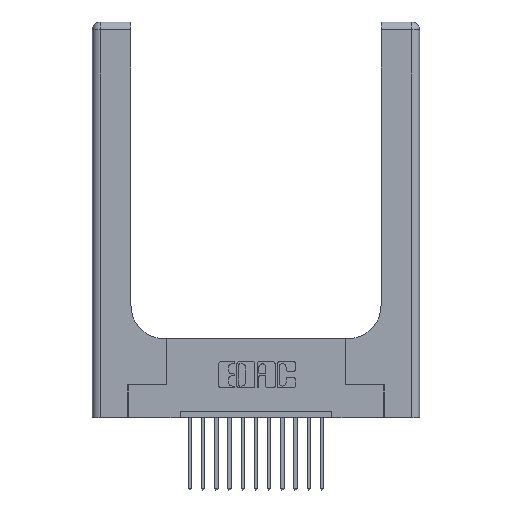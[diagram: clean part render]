
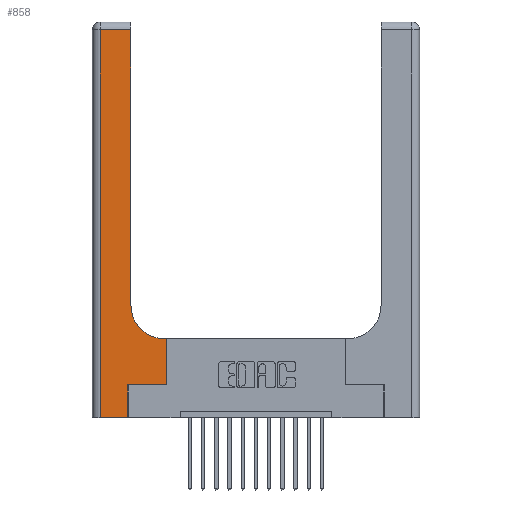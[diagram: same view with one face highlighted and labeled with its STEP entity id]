
A CAD part, top view. The second image highlights one B-rep face of the part: STEP entity #858.
In plain terms, the highlighted planar face has unit normal (0, 0, 1).
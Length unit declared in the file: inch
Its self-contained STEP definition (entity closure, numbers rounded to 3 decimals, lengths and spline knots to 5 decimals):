
#132 = EDGE_CURVE ( 'NONE', #17095, #17380, #8408, .T. ) ;
#443 = EDGE_CURVE ( 'NONE', #16706, #1167, #9021, .T. ) ;
#706 = EDGE_CURVE ( 'NONE', #11911, #2038, #14366, .T. ) ;
#858 = ADVANCED_FACE ( 'NONE', ( #15844 ), #2948, .F. ) ;
#888 = VECTOR ( 'NONE', #10952, 39.37008 ) ;
#1038 = DIRECTION ( 'NONE',  ( 1., 0., 0. ) ) ;
#1167 = VERTEX_POINT ( 'NONE', #10646 ) ;
#1345 = CARTESIAN_POINT ( 'NONE',  ( 0.269, 0.25, 0.37 ) ) ;
#1473 = CARTESIAN_POINT ( 'NONE',  ( 0.2915, 0.6, 0.37 ) ) ;
#1807 = DIRECTION ( 'NONE',  ( -1., 0., 0. ) ) ;
#2006 = VECTOR ( 'NONE', #2505, 39.37008 ) ;
#2038 = VERTEX_POINT ( 'NONE', #1345 ) ;
#2505 = DIRECTION ( 'NONE',  ( 1., 0., 0. ) ) ;
#2534 = DIRECTION ( 'NONE',  ( 0., 1., 0. ) ) ;
#2558 = ORIENTED_EDGE ( 'NONE', *, *, #443, .T. ) ;
#2948 = PLANE ( 'NONE',  #9303 ) ;
#3125 = CARTESIAN_POINT ( 'NONE',  ( 0., 2.94, 0.37 ) ) ;
#3306 = LINE ( 'NONE', #10709, #2006 ) ;
#3357 = EDGE_CURVE ( 'NONE', #1167, #11911, #4481, .T. ) ;
#3534 = CARTESIAN_POINT ( 'NONE',  ( 0.5585, 0.6, 0.37 ) ) ;
#3565 = VECTOR ( 'NONE', #2534, 39.37008 ) ;
#3673 = EDGE_CURVE ( 'NONE', #17380, #12703, #13449, .T. ) ;
#3766 = ORIENTED_EDGE ( 'NONE', *, *, #132, .T. ) ;
#3779 = CARTESIAN_POINT ( 'NONE',  ( 0.06, 2.94, 0.37 ) ) ;
#4481 = LINE ( 'NONE', #9876, #5534 ) ;
#4516 = VECTOR ( 'NONE', #1807, 39.37008 ) ;
#4788 = EDGE_CURVE ( 'NONE', #12703, #10689, #11565, .T. ) ;
#4992 = CARTESIAN_POINT ( 'NONE',  ( 0.5415, 0.85, 0.37 ) ) ;
#5534 = VECTOR ( 'NONE', #11943, 39.37008 ) ;
#5585 = CARTESIAN_POINT ( 'NONE',  ( 0., 3., 0.37 ) ) ;
#5675 = ORIENTED_EDGE ( 'NONE', *, *, #3673, .T. ) ;
#5796 = ORIENTED_EDGE ( 'NONE', *, *, #4788, .T. ) ;
#5872 = VECTOR ( 'NONE', #15781, 39.37008 ) ;
#6721 = CARTESIAN_POINT ( 'NONE',  ( 0.5585, 0.25, 0.37 ) ) ;
#6895 = CARTESIAN_POINT ( 'NONE',  ( 0.269, 0., 0.37 ) ) ;
#7290 = ORIENTED_EDGE ( 'NONE', *, *, #11560, .T. ) ;
#8064 = DIRECTION ( 'NONE',  ( -1., 0., 0. ) ) ;
#8312 = LINE ( 'NONE', #3125, #4516 ) ;
#8408 = LINE ( 'NONE', #1473, #13770 ) ;
#9021 = LINE ( 'NONE', #12977, #5872 ) ;
#9303 = AXIS2_PLACEMENT_3D ( 'NONE', #5585, #16298, #12418 ) ;
#9876 = CARTESIAN_POINT ( 'NONE',  ( 0., 0., 0.37 ) ) ;
#9971 = LINE ( 'NONE', #6721, #3565 ) ;
#10290 = ORIENTED_EDGE ( 'NONE', *, *, #14259, .T. ) ;
#10530 = CARTESIAN_POINT ( 'NONE',  ( 0.269, 0., 0.37 ) ) ;
#10646 = CARTESIAN_POINT ( 'NONE',  ( 0.06, 0., 0.37 ) ) ;
#10689 = VERTEX_POINT ( 'NONE', #15553 ) ;
#10709 = CARTESIAN_POINT ( 'NONE',  ( 0.269, 0.25, 0.37 ) ) ;
#10952 = DIRECTION ( 'NONE',  ( 0., 1., 0. ) ) ;
#11051 = ORIENTED_EDGE ( 'NONE', *, *, #16755, .T. ) ;
#11560 = EDGE_CURVE ( 'NONE', #2038, #13614, #3306, .T. ) ;
#11565 = LINE ( 'NONE', #12597, #16631 ) ;
#11817 = DIRECTION ( 'NONE',  ( 0., 0., -1. ) ) ;
#11911 = VERTEX_POINT ( 'NONE', #10530 ) ;
#11943 = DIRECTION ( 'NONE',  ( 1., 0., 0. ) ) ;
#12418 = DIRECTION ( 'NONE',  ( -1., 0., 0. ) ) ;
#12597 = CARTESIAN_POINT ( 'NONE',  ( 0.2915, 3., 0.37 ) ) ;
#12703 = VERTEX_POINT ( 'NONE', #14445 ) ;
#12977 = CARTESIAN_POINT ( 'NONE',  ( 0.06, 3., 0.37 ) ) ;
#13004 = ORIENTED_EDGE ( 'NONE', *, *, #706, .T. ) ;
#13449 = CIRCLE ( 'NONE', #15411, 0.25 ) ;
#13614 = VERTEX_POINT ( 'NONE', #14345 ) ;
#13770 = VECTOR ( 'NONE', #8064, 39.37008 ) ;
#13997 = DIRECTION ( 'NONE',  ( 0., 1., 0. ) ) ;
#14259 = EDGE_CURVE ( 'NONE', #10689, #16706, #8312, .T. ) ;
#14345 = CARTESIAN_POINT ( 'NONE',  ( 0.5585, 0.25, 0.37 ) ) ;
#14366 = LINE ( 'NONE', #6895, #888 ) ;
#14445 = CARTESIAN_POINT ( 'NONE',  ( 0.2915, 0.85, 0.37 ) ) ;
#15216 = ORIENTED_EDGE ( 'NONE', *, *, #3357, .T. ) ;
#15411 = AXIS2_PLACEMENT_3D ( 'NONE', #4992, #11817, #1038 ) ;
#15553 = CARTESIAN_POINT ( 'NONE',  ( 0.2915, 2.94, 0.37 ) ) ;
#15781 = DIRECTION ( 'NONE',  ( 0., -1., 0. ) ) ;
#15844 = FACE_OUTER_BOUND ( 'NONE', #16310, .T. ) ;
#16298 = DIRECTION ( 'NONE',  ( 0., 0., -1. ) ) ;
#16310 = EDGE_LOOP ( 'NONE', ( #5796, #10290, #2558, #15216, #13004, #7290, #11051, #3766, #5675 ) ) ;
#16631 = VECTOR ( 'NONE', #13997, 39.37008 ) ;
#16706 = VERTEX_POINT ( 'NONE', #3779 ) ;
#16755 = EDGE_CURVE ( 'NONE', #13614, #17095, #9971, .T. ) ;
#16906 = CARTESIAN_POINT ( 'NONE',  ( 0.5415, 0.6, 0.37 ) ) ;
#17095 = VERTEX_POINT ( 'NONE', #3534 ) ;
#17380 = VERTEX_POINT ( 'NONE', #16906 ) ;
